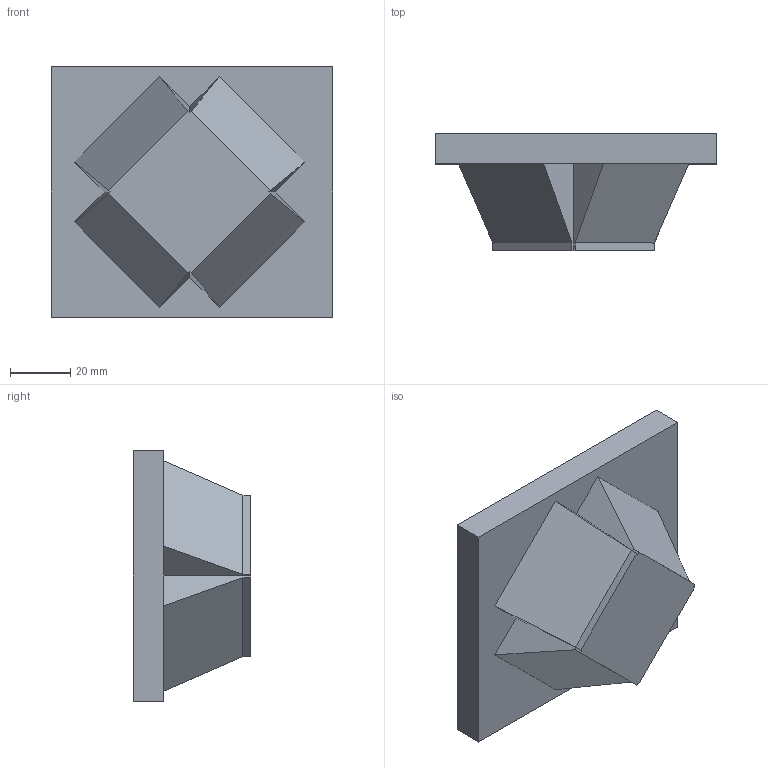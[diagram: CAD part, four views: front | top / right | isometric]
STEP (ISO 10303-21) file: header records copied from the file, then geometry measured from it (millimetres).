
FILE_DESCRIPTION (( 'STEP AP203' ), '1' );
FILE_NAME ('magnetorquerspace.STEP', '2019-12-18T23:07:04', ( '' ), ( '' ), 'SwSTEP 2.0', 'SolidWorks 2018', '' );
FILE_SCHEMA (( 'CONFIG_CONTROL_DESIGN' ));
Length unit declared in the file: millimetre
Products named in the file (1): magnetorquerspace
Bounding box: 93.2 x 38.75 x 83 mm (x, y, z)
Volume: 150518.6 mm3; surface area: 23222.2 mm2
Topology: 1 solids, 1 shells, 31 faces, 72 edges, 44 vertices
Faces by surface type: plane 31
Entity records: 927 total; most frequent: CARTESIAN_POINT 148, ORIENTED_EDGE 144, DIRECTION 136, VECTOR 72, EDGE_CURVE 72, LINE 72, VERTEX_POINT 44, AXIS2_PLACEMENT_3D 32
